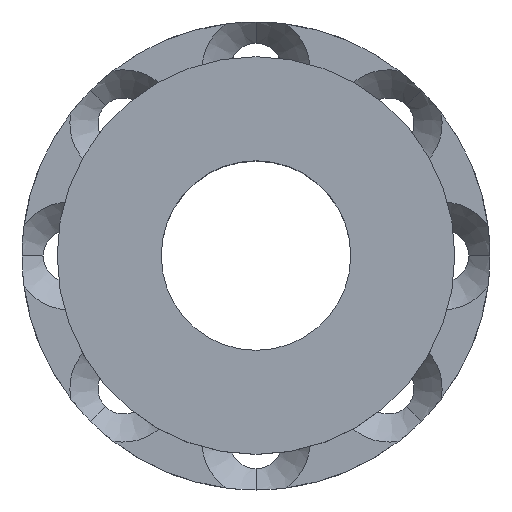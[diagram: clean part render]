
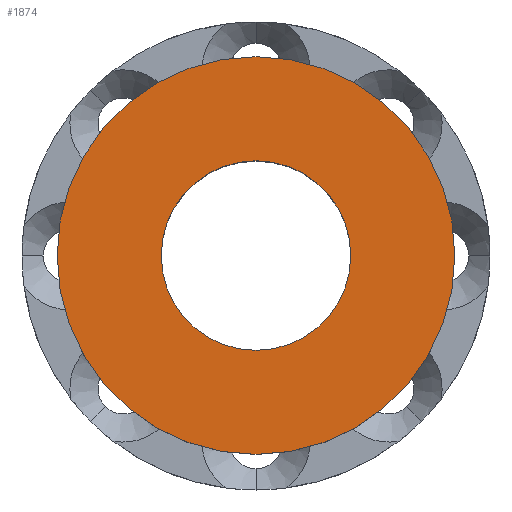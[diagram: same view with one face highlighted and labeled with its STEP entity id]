
A CAD part, top view. The second image highlights one B-rep face of the part: STEP entity #1874.
In plain terms, the highlighted planar face has unit normal (0, 0, 1).
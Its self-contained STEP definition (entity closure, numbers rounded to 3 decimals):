
#42=CARTESIAN_POINT('',(0.,0.,12.1));
#43=DIRECTION('',(0.,0.,-1.));
#44=DIRECTION('',(1.,0.,0.));
#45=AXIS2_PLACEMENT_3D('',#42,#43,#44);
#51=CARTESIAN_POINT('',(0.,0.,12.1));
#52=DIRECTION('',(0.,0.,1.));
#53=DIRECTION('',(1.,0.,0.));
#54=AXIS2_PLACEMENT_3D('',#51,#52,#53);
#59=CARTESIAN_POINT('',(0.,0.,12.1));
#60=DIRECTION('',(0.,0.,1.));
#61=DIRECTION('',(1.,0.,0.));
#62=AXIS2_PLACEMENT_3D('',#59,#60,#61);
#81=CARTESIAN_POINT('',(0.,0.,12.1));
#82=DIRECTION('',(0.,0.,-1.));
#83=DIRECTION('',(1.,0.,0.));
#84=AXIS2_PLACEMENT_3D('',#81,#82,#83);
#1641=CARTESIAN_POINT('',(8.5,0.,12.1));
#1643=VERTEX_POINT('',#1641);
#1645=CARTESIAN_POINT('',(-8.5,0.,12.1));
#1647=VERTEX_POINT('',#1645);
#1653=CARTESIAN_POINT('',(4.05,0.,12.1));
#1654=CARTESIAN_POINT('',(-4.05,0.,12.1));
#1655=VERTEX_POINT('',#1653);
#1656=VERTEX_POINT('',#1654);
#1857=CARTESIAN_POINT('',(0.,0.,12.1));
#1858=DIRECTION('',(0.,0.,1.));
#1859=DIRECTION('',(-1.,0.,0.));
#1860=AXIS2_PLACEMENT_3D('',#1857,#1858,#1859);
#1861=PLANE('',#1860);
#1863=ORIENTED_EDGE('',*,*,#1862,.F.);
#1865=ORIENTED_EDGE('',*,*,#1864,.T.);
#1866=EDGE_LOOP('',(#1863,#1865));
#1867=FACE_OUTER_BOUND('',#1866,.F.);
#1869=ORIENTED_EDGE('',*,*,#1868,.F.);
#1871=ORIENTED_EDGE('',*,*,#1870,.T.);
#1872=EDGE_LOOP('',(#1869,#1871));
#1873=FACE_BOUND('',#1872,.F.);
#46=CIRCLE('',#45,4.05);
#55=CIRCLE('',#54,4.05);
#63=CIRCLE('',#62,8.5);
#85=CIRCLE('',#84,8.5);
#1862=EDGE_CURVE('',#1643,#1647,#63,.T.);
#1864=EDGE_CURVE('',#1643,#1647,#85,.T.);
#1868=EDGE_CURVE('',#1655,#1656,#46,.T.);
#1870=EDGE_CURVE('',#1655,#1656,#55,.T.);
#1874=ADVANCED_FACE('',(#1867,#1873),#1861,.T.);
